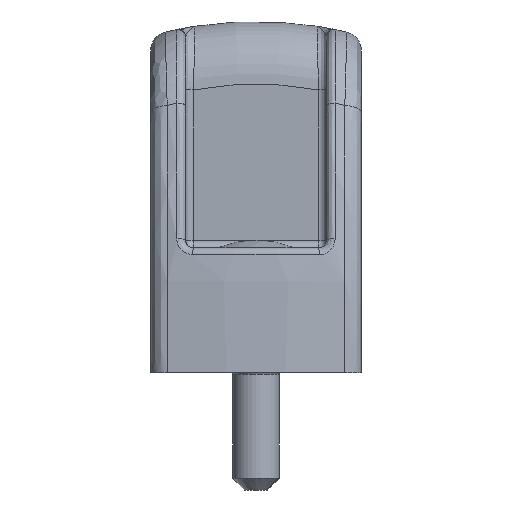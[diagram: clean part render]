
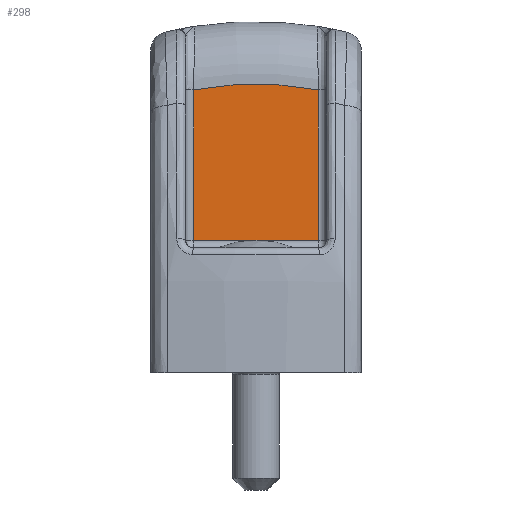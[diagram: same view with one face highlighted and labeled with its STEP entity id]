
A CAD part, left-side view. The second image highlights one B-rep face of the part: STEP entity #298.
In plain terms, the highlighted planar face has unit normal (-1, 0, 0).
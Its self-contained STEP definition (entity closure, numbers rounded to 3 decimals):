
#298 = ADVANCED_FACE( '', ( #688 ), #689, .T. );
#688 = FACE_OUTER_BOUND( '', #3825, .T. );
#689 = PLANE( '', #3826 );
#3825 = EDGE_LOOP( '', ( #6416, #6417, #6418, #6419 ) );
#3826 = AXIS2_PLACEMENT_3D( '', #6420, #6421, #6422 );
#6416 = ORIENTED_EDGE( '', *, *, #7412, .T. );
#6417 = ORIENTED_EDGE( '', *, *, #7371, .T. );
#6418 = ORIENTED_EDGE( '', *, *, #7413, .T. );
#6419 = ORIENTED_EDGE( '', *, *, #7285, .T. );
#6420 = CARTESIAN_POINT( '', ( -57., -9., 80.138 ) );
#6421 = DIRECTION( '', ( -1., 0., 0. ) );
#6422 = DIRECTION( '', ( 0., 0., 1. ) );
#7285 = EDGE_CURVE( '', #7756, #7875, #7877, .T. );
#7371 = EDGE_CURVE( '', #8009, #7782, #8011, .F. );
#7412 = EDGE_CURVE( '', #7875, #8009, #8069, .F. );
#7413 = EDGE_CURVE( '', #7782, #7756, #8070, .T. );
#7756 = VERTEX_POINT( '', #9049 );
#7782 = VERTEX_POINT( '', #9222 );
#7875 = VERTEX_POINT( '', #9703 );
#7877 = LINE( '', #9705, #9706 );
#8009 = VERTEX_POINT( '', #10379 );
#8011 = LINE( '', #10381, #10382 );
#8069 = LINE( '', #10616, #10617 );
#8070 = CIRCLE( '', #10618, 42. );
#9049 = CARTESIAN_POINT( '', ( -57., 8., 36.231 ) );
#9222 = CARTESIAN_POINT( '', ( -57., -8., 36.231 ) );
#9703 = CARTESIAN_POINT( '', ( -57., 8., 17. ) );
#9705 = CARTESIAN_POINT( '', ( -57., 8., 16. ) );
#9706 = VECTOR( '', #11880, 1000. );
#10379 = CARTESIAN_POINT( '', ( -57., -8., 17. ) );
#10381 = CARTESIAN_POINT( '', ( -57., -8., 36.024 ) );
#10382 = VECTOR( '', #11979, 1000. );
#10616 = CARTESIAN_POINT( '', ( -57., -9., 17. ) );
#10617 = VECTOR( '', #12031, 1000. );
#10618 = AXIS2_PLACEMENT_3D( '', #12032, #12033, #12034 );
#11880 = DIRECTION( '', ( 0., 0., -1. ) );
#11979 = DIRECTION( '', ( 0., 0., -1. ) );
#12031 = DIRECTION( '', ( 0., 1., 0. ) );
#12032 = CARTESIAN_POINT( '', ( -57., 0., -5. ) );
#12033 = DIRECTION( '', ( -1., 0., 0. ) );
#12034 = DIRECTION( '', ( 0., 0., 1. ) );
